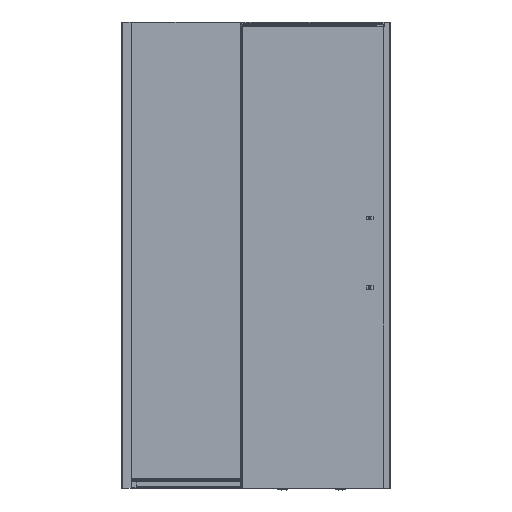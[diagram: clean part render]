
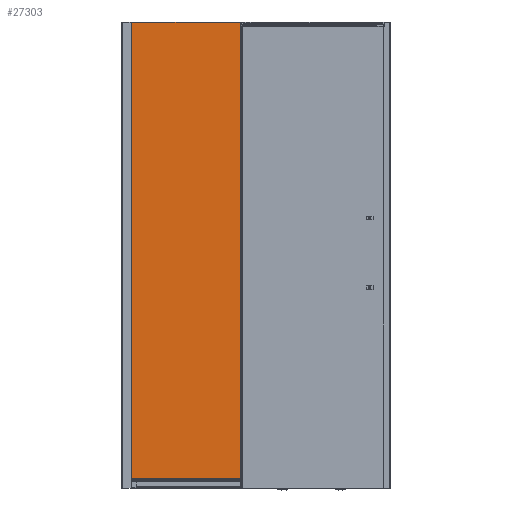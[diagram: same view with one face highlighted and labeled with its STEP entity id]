
A CAD part, front view. The second image highlights one B-rep face of the part: STEP entity #27303.
In plain terms, the highlighted planar face has unit normal (0, -1, 0).
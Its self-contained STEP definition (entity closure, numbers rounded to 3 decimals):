
#929 = LINE ( 'NONE', #16446, #23918 ) ;
#2026 = CARTESIAN_POINT ( 'NONE',  ( 3403.093, 50.484, -20.947 ) ) ;
#2267 = CARTESIAN_POINT ( 'NONE',  ( 2904.17, 50.484, -1959.313 ) ) ;
#4752 = ORIENTED_EDGE ( 'NONE', *, *, #43574, .T. ) ;
#5914 = CARTESIAN_POINT ( 'NONE',  ( 3403.17, 50.484, -1959.313 ) ) ;
#9478 = CARTESIAN_POINT ( 'NONE',  ( 3403.037, 50.484, -20.884 ) ) ;
#10518 = CARTESIAN_POINT ( 'NONE',  ( 2905.725, 50.484, -0.313 ) ) ;
#10564 = CARTESIAN_POINT ( 'NONE',  ( 3403.17, 50.484, -1951.001 ) ) ;
#11002 = VECTOR ( 'NONE', #57168, 1000. ) ;
#11832 = CARTESIAN_POINT ( 'NONE',  ( 3403.018, 50.484, -48.379 ) ) ;
#13353 = PLANE ( 'NONE',  #24275 ) ;
#13492 = VECTOR ( 'NONE', #53120, 1000. ) ;
#16446 = CARTESIAN_POINT ( 'NONE',  ( 3403.17, 50.484, -0.313 ) ) ;
#19624 = CARTESIAN_POINT ( 'NONE',  ( 2891.97, 50.484, -1953.002 ) ) ;
#19745 = VERTEX_POINT ( 'NONE', #2267 ) ;
#20639 = CARTESIAN_POINT ( 'NONE',  ( 3403.018, 50.484, -0.313 ) ) ;
#22938 = EDGE_CURVE ( 'NONE', #32277, #19745, #32546, .T. ) ;
#23195 = VERTEX_POINT ( 'NONE', #35299 ) ;
#23522 = CARTESIAN_POINT ( 'NONE',  ( 3403.018, 50.484, -20.801 ) ) ;
#23918 = VECTOR ( 'NONE', #48066, 1000. ) ;
#24275 = AXIS2_PLACEMENT_3D ( 'NONE', #94762, #69227, #86150 ) ;
#24487 = VERTEX_POINT ( 'NONE', #10518 ) ;
#25021 = EDGE_CURVE ( 'NONE', #81712, #32277, #40795, .T. ) ;
#26659 = CARTESIAN_POINT ( 'NONE',  ( 3403.17, 50.484, -21.001 ) ) ;
#27303 = ADVANCED_FACE ( 'NONE', ( #70667 ), #13353, .T. ) ;
#27796 = DIRECTION ( 'NONE',  ( -1., 0., 0. ) ) ;
#28057 = LINE ( 'NONE', #52448, #80487 ) ;
#32277 = VERTEX_POINT ( 'NONE', #86276 ) ;
#32546 = LINE ( 'NONE', #5914, #38901 ) ;
#33546 = CARTESIAN_POINT ( 'NONE',  ( 2905.725, 50.484, -3.002 ) ) ;
#35299 = CARTESIAN_POINT ( 'NONE',  ( 2905.725, 50.484, -1953.002 ) ) ;
#35609 = CARTESIAN_POINT ( 'NONE',  ( 3398.42, 50.484, -0.313 ) ) ;
#37398 = VERTEX_POINT ( 'NONE', #72072 ) ;
#38901 = VECTOR ( 'NONE', #47915, 1000. ) ;
#40694 = VERTEX_POINT ( 'NONE', #20639 ) ;
#40795 = LINE ( 'NONE', #59522, #101129 ) ;
#41786 = EDGE_CURVE ( 'NONE', #88477, #81712, #48689, .T. ) ;
#42893 = CARTESIAN_POINT ( 'NONE',  ( 3403.13, 50.484, -20.97 ) ) ;
#43574 = EDGE_CURVE ( 'NONE', #37398, #19745, #51727, .T. ) ;
#44717 = EDGE_CURVE ( 'NONE', #23195, #37398, #51238, .T. ) ;
#47915 = DIRECTION ( 'NONE',  ( -1., 0., 0. ) ) ;
#48066 = DIRECTION ( 'NONE',  ( 0., 0., -1. ) ) ;
#48689 = LINE ( 'NONE', #103702, #96170 ) ;
#49460 = LINE ( 'NONE', #35609, #13492 ) ;
#49570 = VERTEX_POINT ( 'NONE', #105669 ) ;
#50057 = CARTESIAN_POINT ( 'NONE',  ( 3398.42, 50.484, -21.001 ) ) ;
#51238 = LINE ( 'NONE', #19624, #96133 ) ;
#51727 = LINE ( 'NONE', #80141, #69479 ) ;
#52448 = CARTESIAN_POINT ( 'NONE',  ( 3403.17, 50.484, -21.001 ) ) ;
#52471 = CARTESIAN_POINT ( 'NONE',  ( 3398.42, 50.484, -1951.001 ) ) ;
#52830 = ORIENTED_EDGE ( 'NONE', *, *, #66075, .T. ) ;
#53015 = EDGE_LOOP ( 'NONE', ( #65829, #104767, #60073, #88540, #63060, #85089, #96579, #52830, #104080, #4752, #65859, #74702 ) ) ;
#53120 = DIRECTION ( 'NONE',  ( 0., 0., -1. ) ) ;
#53149 = VERTEX_POINT ( 'NONE', #92486 ) ;
#54523 = VECTOR ( 'NONE', #27796, 1000. ) ;
#54884 = DIRECTION ( 'NONE',  ( 1., 0., 0. ) ) ;
#55733 = DIRECTION ( 'NONE',  ( 0., 0., -1. ) ) ;
#57168 = DIRECTION ( 'NONE',  ( 0., 0., -1. ) ) ;
#57502 = VERTEX_POINT ( 'NONE', #50057 ) ;
#59522 = CARTESIAN_POINT ( 'NONE',  ( 3403.17, 50.484, -0.313 ) ) ;
#60073 = ORIENTED_EDGE ( 'NONE', *, *, #69465, .T. ) ;
#60464 = VERTEX_POINT ( 'NONE', #26659 ) ;
#60924 = DIRECTION ( 'NONE',  ( 0., 0., -1. ) ) ;
#63060 = ORIENTED_EDGE ( 'NONE', *, *, #99110, .F. ) ;
#63364 = VECTOR ( 'NONE', #86043, 1000. ) ;
#64796 = LINE ( 'NONE', #76810, #54523 ) ;
#65829 = ORIENTED_EDGE ( 'NONE', *, *, #41786, .F. ) ;
#65859 = ORIENTED_EDGE ( 'NONE', *, *, #22938, .F. ) ;
#66075 = EDGE_CURVE ( 'NONE', #24487, #23195, #84167, .T. ) ;
#67589 = EDGE_CURVE ( 'NONE', #53149, #40694, #74830, .T. ) ;
#69227 = DIRECTION ( 'NONE',  ( 0., -1., 0. ) ) ;
#69465 = EDGE_CURVE ( 'NONE', #57502, #60464, #28057, .T. ) ;
#69479 = VECTOR ( 'NONE', #55733, 1000. ) ;
#70667 = FACE_OUTER_BOUND ( 'NONE', #53015, .T. ) ;
#72072 = CARTESIAN_POINT ( 'NONE',  ( 2904.17, 50.484, -1953.002 ) ) ;
#74702 = ORIENTED_EDGE ( 'NONE', *, *, #25021, .F. ) ;
#74830 = LINE ( 'NONE', #11832, #63364 ) ;
#76810 = CARTESIAN_POINT ( 'NONE',  ( 3403.17, 50.484, -0.313 ) ) ;
#80141 = CARTESIAN_POINT ( 'NONE',  ( 2904.17, 50.484, -0.001 ) ) ;
#80487 = VECTOR ( 'NONE', #80990, 1000. ) ;
#80990 = DIRECTION ( 'NONE',  ( 1., 0., 0. ) ) ;
#81712 = VERTEX_POINT ( 'NONE', #10564 ) ;
#84167 = LINE ( 'NONE', #33546, #11002 ) ;
#85089 = ORIENTED_EDGE ( 'NONE', *, *, #67589, .T. ) ;
#85768 = EDGE_CURVE ( 'NONE', #57502, #88477, #49460, .T. ) ;
#86043 = DIRECTION ( 'NONE',  ( 0., 0., 1. ) ) ;
#86150 = DIRECTION ( 'NONE',  ( -1., 0., 0. ) ) ;
#86276 = CARTESIAN_POINT ( 'NONE',  ( 3403.17, 50.484, -1959.313 ) ) ;
#88477 = VERTEX_POINT ( 'NONE', #52471 ) ;
#88540 = ORIENTED_EDGE ( 'NONE', *, *, #103213, .F. ) ;
#89488 = CARTESIAN_POINT ( 'NONE',  ( 3403.018, 50.484, -20.843 ) ) ;
#91935 = EDGE_CURVE ( 'NONE', #40694, #24487, #64796, .T. ) ;
#92486 = CARTESIAN_POINT ( 'NONE',  ( 3403.018, 50.484, -20.801 ) ) ;
#92759 = DIRECTION ( 'NONE',  ( -1., 0., 0. ) ) ;
#94762 = CARTESIAN_POINT ( 'NONE',  ( 3403.17, 50.484, -0.313 ) ) ;
#96133 = VECTOR ( 'NONE', #92759, 1000. ) ;
#96170 = VECTOR ( 'NONE', #54884, 1000. ) ;
#96579 = ORIENTED_EDGE ( 'NONE', *, *, #91935, .T. ) ;
#99110 = EDGE_CURVE ( 'NONE', #53149, #49570, #102141, .T. ) ;
#100606 = CARTESIAN_POINT ( 'NONE',  ( 3403.17, 50.484, -20.984 ) ) ;
#101129 = VECTOR ( 'NONE', #60924, 1000. ) ;
#102141 = B_SPLINE_CURVE_WITH_KNOTS ( 'NONE', 3,
 ( #23522, #89488, #9478, #2026, #42893, #100606 ),
 .UNSPECIFIED., .F., .F.,
 ( 4, 2, 4 ),
 ( 0., 0., 0. ),
 .UNSPECIFIED. ) ;
#103213 = EDGE_CURVE ( 'NONE', #49570, #60464, #929, .T. ) ;
#103702 = CARTESIAN_POINT ( 'NONE',  ( 3403.17, 50.484, -1951.001 ) ) ;
#104080 = ORIENTED_EDGE ( 'NONE', *, *, #44717, .T. ) ;
#104767 = ORIENTED_EDGE ( 'NONE', *, *, #85768, .F. ) ;
#105669 = CARTESIAN_POINT ( 'NONE',  ( 3403.17, 50.484, -20.984 ) ) ;
